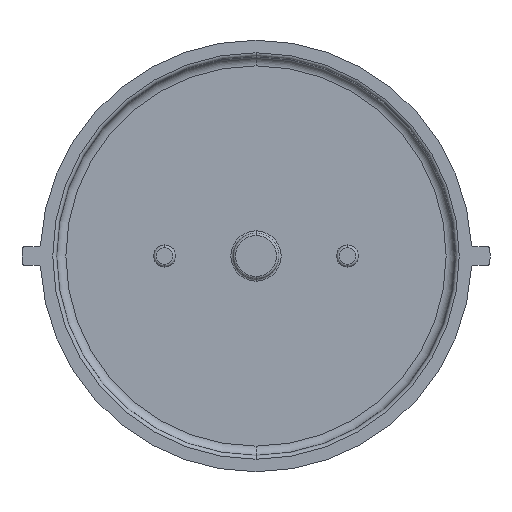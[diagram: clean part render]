
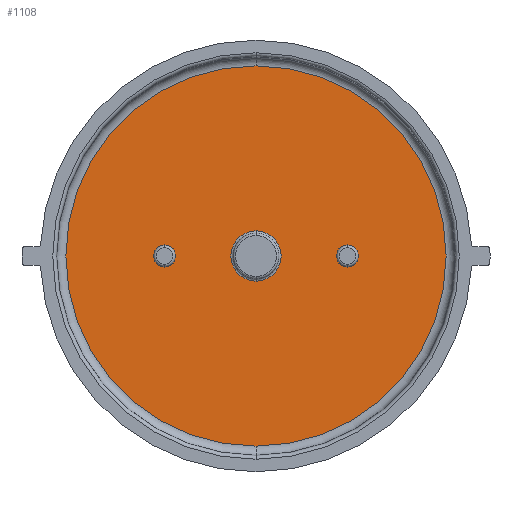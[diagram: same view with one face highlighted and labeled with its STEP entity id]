
A CAD part, front view. The second image highlights one B-rep face of the part: STEP entity #1108.
In plain terms, the highlighted planar face has unit normal (0, -1, 0).
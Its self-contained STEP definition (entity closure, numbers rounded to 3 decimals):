
#35 = CIRCLE ( 'NONE', #2097, 1.215 ) ;
#73 = VERTEX_POINT ( 'NONE', #4461 ) ;
#172 = EDGE_CURVE ( 'NONE', #1659, #73, #2426, .T. ) ;
#196 = AXIS2_PLACEMENT_3D ( 'NONE', #2216, #2410, #2330 ) ;
#235 = ORIENTED_EDGE ( 'NONE', *, *, #2628, .T. ) ;
#297 = VERTEX_POINT ( 'NONE', #1661 ) ;
#359 = VERTEX_POINT ( 'NONE', #1967 ) ;
#406 = CIRCLE ( 'NONE', #989, 1.215 ) ;
#475 = DIRECTION ( 'NONE',  ( 0., 0., -1. ) ) ;
#496 = DIRECTION ( 'NONE',  ( 0., 1., 0. ) ) ;
#505 = CARTESIAN_POINT ( 'NONE',  ( 0., 479.902, 0. ) ) ;
#743 = EDGE_CURVE ( 'NONE', #73, #1659, #3082, .T. ) ;
#768 = CIRCLE ( 'NONE', #196, 20.784 ) ;
#771 = CARTESIAN_POINT ( 'NONE',  ( 10., 479.902, 0. ) ) ;
#774 = ORIENTED_EDGE ( 'NONE', *, *, #743, .T. ) ;
#806 = DIRECTION ( 'NONE',  ( 0., -1., 0. ) ) ;
#843 = VERTEX_POINT ( 'NONE', #3198 ) ;
#872 = DIRECTION ( 'NONE',  ( 0., 0., -1. ) ) ;
#973 = CARTESIAN_POINT ( 'NONE',  ( -10., 479.902, 1.215 ) ) ;
#978 = ORIENTED_EDGE ( 'NONE', *, *, #172, .T. ) ;
#989 = AXIS2_PLACEMENT_3D ( 'NONE', #3606, #1023, #3610 ) ;
#1020 = VERTEX_POINT ( 'NONE', #973 ) ;
#1023 = DIRECTION ( 'NONE',  ( 0., -1., 0. ) ) ;
#1092 = EDGE_CURVE ( 'NONE', #2964, #297, #4441, .T. ) ;
#1108 = ADVANCED_FACE ( 'NONE', ( #4302, #4261, #4218, #4318 ), #3388, .T. ) ;
#1124 = DIRECTION ( 'NONE',  ( 0., -1., 0. ) ) ;
#1282 = CARTESIAN_POINT ( 'NONE',  ( -10., 479.902, 0. ) ) ;
#1336 = AXIS2_PLACEMENT_3D ( 'NONE', #3348, #3375, #3319 ) ;
#1450 = ORIENTED_EDGE ( 'NONE', *, *, #3867, .F. ) ;
#1511 = ORIENTED_EDGE ( 'NONE', *, *, #3573, .F. ) ;
#1527 = ORIENTED_EDGE ( 'NONE', *, *, #3630, .F. ) ;
#1551 = AXIS2_PLACEMENT_3D ( 'NONE', #771, #1124, #1680 ) ;
#1573 = ORIENTED_EDGE ( 'NONE', *, *, #4294, .F. ) ;
#1585 = ORIENTED_EDGE ( 'NONE', *, *, #1092, .T. ) ;
#1586 = AXIS2_PLACEMENT_3D ( 'NONE', #1639, #1643, #3277 ) ;
#1593 = DIRECTION ( 'NONE',  ( 0., 1., 0. ) ) ;
#1639 = CARTESIAN_POINT ( 'NONE',  ( 0., 479.902, 0. ) ) ;
#1643 = DIRECTION ( 'NONE',  ( 0., -1., 0. ) ) ;
#1659 = VERTEX_POINT ( 'NONE', #4379 ) ;
#1661 = CARTESIAN_POINT ( 'NONE',  ( 0., 479.902, 20.784 ) ) ;
#1680 = DIRECTION ( 'NONE',  ( 0., 0., -1. ) ) ;
#1768 = EDGE_LOOP ( 'NONE', ( #1450, #1511 ) ) ;
#1967 = CARTESIAN_POINT ( 'NONE',  ( 10., 479.902, -1.215 ) ) ;
#2060 = VERTEX_POINT ( 'NONE', #3161 ) ;
#2097 = AXIS2_PLACEMENT_3D ( 'NONE', #1282, #806, #872 ) ;
#2216 = CARTESIAN_POINT ( 'NONE',  ( 0., 479.902, 0. ) ) ;
#2330 = DIRECTION ( 'NONE',  ( 0., 0., -1. ) ) ;
#2410 = DIRECTION ( 'NONE',  ( 0., -1., 0. ) ) ;
#2426 = CIRCLE ( 'NONE', #3463, 2.746 ) ;
#2475 = DIRECTION ( 'NONE',  ( 0., 0., -1. ) ) ;
#2628 = EDGE_CURVE ( 'NONE', #297, #2964, #768, .T. ) ;
#2835 = CIRCLE ( 'NONE', #1551, 1.215 ) ;
#2858 = AXIS2_PLACEMENT_3D ( 'NONE', #3001, #1593, #2475 ) ;
#2964 = VERTEX_POINT ( 'NONE', #3818 ) ;
#3001 = CARTESIAN_POINT ( 'NONE',  ( 0., 479.902, 0. ) ) ;
#3082 = CIRCLE ( 'NONE', #2858, 2.746 ) ;
#3161 = CARTESIAN_POINT ( 'NONE',  ( -10., 479.902, -1.215 ) ) ;
#3198 = CARTESIAN_POINT ( 'NONE',  ( 10., 479.902, 1.215 ) ) ;
#3277 = DIRECTION ( 'NONE',  ( 0., 0., -1. ) ) ;
#3319 = DIRECTION ( 'NONE',  ( 0., 0., -1. ) ) ;
#3348 = CARTESIAN_POINT ( 'NONE',  ( 0., 479.902, 23.5 ) ) ;
#3358 = DIRECTION ( 'NONE',  ( 0., 0., -1. ) ) ;
#3365 = DIRECTION ( 'NONE',  ( 0., -1., 0. ) ) ;
#3366 = CARTESIAN_POINT ( 'NONE',  ( -10., 479.902, 0. ) ) ;
#3375 = DIRECTION ( 'NONE',  ( 0., -1., 0. ) ) ;
#3388 = PLANE ( 'NONE',  #1336 ) ;
#3463 = AXIS2_PLACEMENT_3D ( 'NONE', #505, #496, #475 ) ;
#3573 = EDGE_CURVE ( 'NONE', #359, #843, #406, .T. ) ;
#3606 = CARTESIAN_POINT ( 'NONE',  ( 10., 479.902, 0. ) ) ;
#3607 = EDGE_LOOP ( 'NONE', ( #1585, #235 ) ) ;
#3610 = DIRECTION ( 'NONE',  ( 0., 0., -1. ) ) ;
#3630 = EDGE_CURVE ( 'NONE', #2060, #1020, #35, .T. ) ;
#3683 = EDGE_LOOP ( 'NONE', ( #1527, #1573 ) ) ;
#3818 = CARTESIAN_POINT ( 'NONE',  ( 0., 479.902, -20.784 ) ) ;
#3867 = EDGE_CURVE ( 'NONE', #843, #359, #2835, .T. ) ;
#4047 = EDGE_LOOP ( 'NONE', ( #774, #978 ) ) ;
#4147 = AXIS2_PLACEMENT_3D ( 'NONE', #3366, #3365, #3358 ) ;
#4218 = FACE_BOUND ( 'NONE', #3683, .T. ) ;
#4261 = FACE_BOUND ( 'NONE', #1768, .T. ) ;
#4282 = CIRCLE ( 'NONE', #4147, 1.215 ) ;
#4294 = EDGE_CURVE ( 'NONE', #1020, #2060, #4282, .T. ) ;
#4302 = FACE_BOUND ( 'NONE', #4047, .T. ) ;
#4318 = FACE_OUTER_BOUND ( 'NONE', #3607, .T. ) ;
#4379 = CARTESIAN_POINT ( 'NONE',  ( 0., 479.902, 2.746 ) ) ;
#4441 = CIRCLE ( 'NONE', #1586, 20.784 ) ;
#4461 = CARTESIAN_POINT ( 'NONE',  ( 0., 479.902, -2.746 ) ) ;
